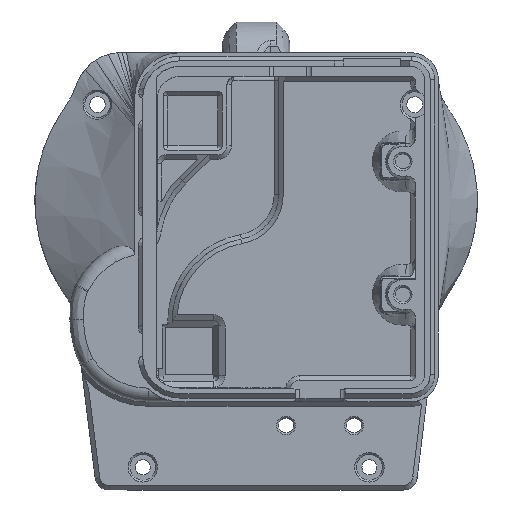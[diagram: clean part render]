
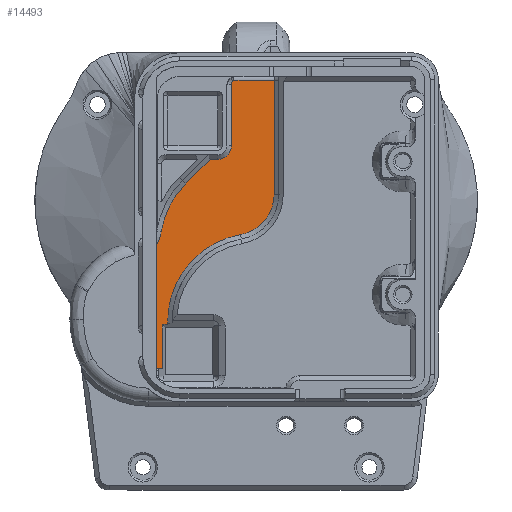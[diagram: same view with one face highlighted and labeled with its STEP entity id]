
A CAD part, top view. The second image highlights one B-rep face of the part: STEP entity #14493.
In plain terms, the highlighted planar face has unit normal (0, 0, 1).
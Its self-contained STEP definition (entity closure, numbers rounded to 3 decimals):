
#700=PLANE('',#15189);
#1353=FACE_OUTER_BOUND('',#2168,.T.);
#2168=EDGE_LOOP('',(#11962,#11963,#11964,#11965,#11966,#11967,#11968,#11969,
#11970,#11971,#11972,#11973,#11974,#11975,#11976,#11977,#11978,#11979,#11980));
#3051=B_SPLINE_CURVE_WITH_KNOTS('',3,(#27144,#27145,#27146,#27147,#27148,
#27149),.UNSPECIFIED.,.F.,.F.,(4,2,4),(0.059,0.069,
0.098),.UNSPECIFIED.);
#3518=LINE('',#21896,#4707);
#3522=LINE('',#21906,#4711);
#3527=LINE('',#21929,#4716);
#3531=LINE('',#21943,#4720);
#3553=LINE('',#22228,#4742);
#3560=LINE('',#22246,#4749);
#3964=LINE('',#27143,#5153);
#3965=LINE('',#27151,#5154);
#4707=VECTOR('',#16295,10.);
#4711=VECTOR('',#16305,10.);
#4716=VECTOR('',#16320,10.);
#4720=VECTOR('',#16332,10.);
#4742=VECTOR('',#16420,10.);
#4749=VECTOR('',#16437,10.);
#5153=VECTOR('',#17137,10.);
#5154=VECTOR('',#17140,10.);
#5629=CIRCLE('',#14990,19.5);
#5630=CIRCLE('',#14993,0.408);
#5632=CIRCLE('',#14998,10.841);
#5633=CIRCLE('',#15001,13.841);
#5636=CIRCLE('',#15006,1.);
#5637=CIRCLE('',#15008,9.);
#5653=CIRCLE('',#15039,3.);
#5657=CIRCLE('',#15050,19.);
#5659=CIRCLE('',#15053,6.);
#5692=CIRCLE('',#15190,7.878);
#6382=VERTEX_POINT('',#21884);
#6383=VERTEX_POINT('',#21885);
#6385=VERTEX_POINT('',#21895);
#6387=VERTEX_POINT('',#21901);
#6388=VERTEX_POINT('',#21905);
#6392=VERTEX_POINT('',#21917);
#6393=VERTEX_POINT('',#21921);
#6396=VERTEX_POINT('',#21931);
#6400=VERTEX_POINT('',#21940);
#6401=VERTEX_POINT('',#21942);
#6403=VERTEX_POINT('',#21947);
#6405=VERTEX_POINT('',#21954);
#6406=VERTEX_POINT('',#21958);
#6437=VERTEX_POINT('',#22225);
#6440=VERTEX_POINT('',#22233);
#6451=VERTEX_POINT('',#22270);
#6453=VERTEX_POINT('',#22276);
#6816=VERTEX_POINT('',#27141);
#6817=VERTEX_POINT('',#27142);
#7933=EDGE_CURVE('',#6382,#6383,#5629,.T.);
#7938=EDGE_CURVE('',#6383,#6385,#3518,.T.);
#7941=EDGE_CURVE('',#6385,#6387,#5630,.T.);
#7943=EDGE_CURVE('',#6387,#6388,#3522,.T.);
#7948=EDGE_CURVE('',#6388,#6392,#5632,.T.);
#7953=EDGE_CURVE('',#6392,#6393,#3527,.T.);
#7954=EDGE_CURVE('',#6393,#6396,#5633,.T.);
#7959=EDGE_CURVE('',#6400,#6401,#3531,.T.);
#7964=EDGE_CURVE('',#6405,#6403,#5636,.T.);
#7965=EDGE_CURVE('',#6406,#6382,#5637,.T.);
#8010=EDGE_CURVE('',#6437,#6405,#3553,.T.);
#8014=EDGE_CURVE('',#6440,#6437,#5653,.T.);
#8019=EDGE_CURVE('',#6401,#6440,#3560,.T.);
#8033=EDGE_CURVE('',#6451,#6400,#5657,.T.);
#8035=EDGE_CURVE('',#6396,#6453,#5659,.T.);
#8736=EDGE_CURVE('',#6816,#6817,#3964,.T.);
#8737=EDGE_CURVE('',#6403,#6816,#3051,.F.);
#8738=EDGE_CURVE('',#6453,#6451,#5692,.T.);
#8739=EDGE_CURVE('',#6817,#6406,#3965,.T.);
#11962=ORIENTED_EDGE('',*,*,#8736,.F.);
#11963=ORIENTED_EDGE('',*,*,#8737,.F.);
#11964=ORIENTED_EDGE('',*,*,#7964,.F.);
#11965=ORIENTED_EDGE('',*,*,#8010,.F.);
#11966=ORIENTED_EDGE('',*,*,#8014,.F.);
#11967=ORIENTED_EDGE('',*,*,#8019,.F.);
#11968=ORIENTED_EDGE('',*,*,#7959,.F.);
#11969=ORIENTED_EDGE('',*,*,#8033,.F.);
#11970=ORIENTED_EDGE('',*,*,#8738,.F.);
#11971=ORIENTED_EDGE('',*,*,#8035,.F.);
#11972=ORIENTED_EDGE('',*,*,#7954,.F.);
#11973=ORIENTED_EDGE('',*,*,#7953,.F.);
#11974=ORIENTED_EDGE('',*,*,#7948,.F.);
#11975=ORIENTED_EDGE('',*,*,#7943,.F.);
#11976=ORIENTED_EDGE('',*,*,#7941,.F.);
#11977=ORIENTED_EDGE('',*,*,#7938,.F.);
#11978=ORIENTED_EDGE('',*,*,#7933,.F.);
#11979=ORIENTED_EDGE('',*,*,#7965,.F.);
#11980=ORIENTED_EDGE('',*,*,#8739,.F.);
#14493=ADVANCED_FACE('',(#1353),#700,.T.);
#14990=AXIS2_PLACEMENT_3D('',#21886,#16288,#16289);
#14993=AXIS2_PLACEMENT_3D('',#21902,#16300,#16301);
#14998=AXIS2_PLACEMENT_3D('',#21918,#16313,#16314);
#15001=AXIS2_PLACEMENT_3D('',#21932,#16323,#16324);
#15006=AXIS2_PLACEMENT_3D('',#21956,#16339,#16340);
#15008=AXIS2_PLACEMENT_3D('',#21959,#16343,#16344);
#15039=AXIS2_PLACEMENT_3D('',#22235,#16427,#16428);
#15050=AXIS2_PLACEMENT_3D('',#22273,#16464,#16465);
#15053=AXIS2_PLACEMENT_3D('',#22277,#16470,#16471);
#15189=AXIS2_PLACEMENT_3D('',#27140,#17135,#17136);
#15190=AXIS2_PLACEMENT_3D('',#27150,#17138,#17139);
#16288=DIRECTION('center_axis',(0.,0.,1.));
#16289=DIRECTION('ref_axis',(-1.,0.004,0.));
#16295=DIRECTION('',(-1.,0.,0.));
#16300=DIRECTION('center_axis',(0.,0.,1.));
#16301=DIRECTION('ref_axis',(-1.,0.,0.));
#16305=DIRECTION('',(0.,-1.,0.));
#16313=DIRECTION('center_axis',(0.,0.,-1.));
#16314=DIRECTION('ref_axis',(-1.,0.,0.));
#16320=DIRECTION('',(0.,1.,0.));
#16323=DIRECTION('center_axis',(0.,0.,-1.));
#16324=DIRECTION('ref_axis',(0.,1.,0.));
#16332=DIRECTION('',(0.707,0.707,0.));
#16339=DIRECTION('center_axis',(0.,0.,-1.));
#16340=DIRECTION('ref_axis',(-1.,0.,0.));
#16343=DIRECTION('center_axis',(0.,0.,-1.));
#16344=DIRECTION('ref_axis',(1.,0.,0.));
#16420=DIRECTION('',(0.,1.,0.));
#16427=DIRECTION('center_axis',(0.,0.,1.));
#16428=DIRECTION('ref_axis',(0.,-1.,0.));
#16437=DIRECTION('',(1.,0.,0.));
#16464=DIRECTION('center_axis',(0.,0.,-1.));
#16465=DIRECTION('ref_axis',(-0.707,0.707,0.));
#16470=DIRECTION('center_axis',(0.,0.,1.));
#16471=DIRECTION('ref_axis',(0.465,-0.885,0.));
#17135=DIRECTION('center_axis',(0.,0.,1.));
#17136=DIRECTION('ref_axis',(-1.,0.,0.));
#17137=DIRECTION('',(1.,0.,0.));
#17138=DIRECTION('center_axis',(0.,0.,1.));
#17139=DIRECTION('ref_axis',(0.461,-0.888,0.));
#17140=DIRECTION('',(0.,-1.,0.));
#21884=CARTESIAN_POINT('',(-3.426,-8.861,35.986));
#21885=CARTESIAN_POINT('',(-19.507,-28.61,35.986));
#21886=CARTESIAN_POINT('Origin',(-0.014,-28.061,
35.986));
#21895=CARTESIAN_POINT('',(-20.347,-28.61,35.986));
#21896=CARTESIAN_POINT('',(-4.79,-28.61,35.986));
#21901=CARTESIAN_POINT('',(-20.755,-29.018,35.986));
#21902=CARTESIAN_POINT('Origin',(-20.347,-29.018,35.986));
#21905=CARTESIAN_POINT('',(-20.755,-38.311,35.986));
#21906=CARTESIAN_POINT('',(-20.755,-17.075,35.986));
#21917=CARTESIAN_POINT('',(-34.635,-27.905,35.986));
#21918=CARTESIAN_POINT('Origin',(-23.794,-27.905,35.986));
#21921=CARTESIAN_POINT('',(-34.635,-19.3,35.986));
#21929=CARTESIAN_POINT('',(-34.635,-27.905,35.986));
#21931=CARTESIAN_POINT('',(-26.309,-14.295,35.986));
#21932=CARTESIAN_POINT('Origin',(-23.794,-27.905,35.986));
#21940=CARTESIAN_POINT('',(-15.591,2.308,35.986));
#21942=CARTESIAN_POINT('',(-10.124,7.775,35.986));
#21943=CARTESIAN_POINT('',(-12.396,5.503,35.986));
#21947=CARTESIAN_POINT('',(-5.28,24.908,35.986));
#21954=CARTESIAN_POINT('',(-5.475,24.316,35.986));
#21956=CARTESIAN_POINT('Origin',(-4.475,24.316,35.986));
#21958=CARTESIAN_POINT('',(4.,0.,35.986));
#21959=CARTESIAN_POINT('Origin',(-5.,0.,35.986));
#22225=CARTESIAN_POINT('',(-5.475,10.775,35.986));
#22228=CARTESIAN_POINT('',(-5.475,8.321,35.986));
#22233=CARTESIAN_POINT('',(-8.475,7.775,35.986));
#22235=CARTESIAN_POINT('Origin',(-8.475,10.775,35.986));
#22246=CARTESIAN_POINT('',(-4.353,7.775,35.986));
#22270=CARTESIAN_POINT('',(-20.937,-8.256,35.986));
#22273=CARTESIAN_POINT('Origin',(-2.156,-11.127,35.986));
#22276=CARTESIAN_POINT('',(-23.162,-12.644,35.986));
#22277=CARTESIAN_POINT('Origin',(-27.399,-8.395,35.986));
#27140=CARTESIAN_POINT('Origin',(-0.232,-5.132,35.986));
#27141=CARTESIAN_POINT('',(-5.1,25.254,35.986));
#27142=CARTESIAN_POINT('',(4.,25.254,35.986));
#27143=CARTESIAN_POINT('',(15.199,25.254,35.986));
#27144=CARTESIAN_POINT('Ctrl Pts',(-5.1,25.254,35.986));
#27145=CARTESIAN_POINT('Ctrl Pts',(-5.112,25.22,35.986));
#27146=CARTESIAN_POINT('Ctrl Pts',(-5.125,25.188,35.986));
#27147=CARTESIAN_POINT('Ctrl Pts',(-5.177,25.069,35.986));
#27148=CARTESIAN_POINT('Ctrl Pts',(-5.224,24.984,35.986));
#27149=CARTESIAN_POINT('Ctrl Pts',(-5.28,24.908,35.986));
#27150=CARTESIAN_POINT('Origin',(-28.725,-7.065,35.986));
#27151=CARTESIAN_POINT('',(4.,10.425,35.986));
